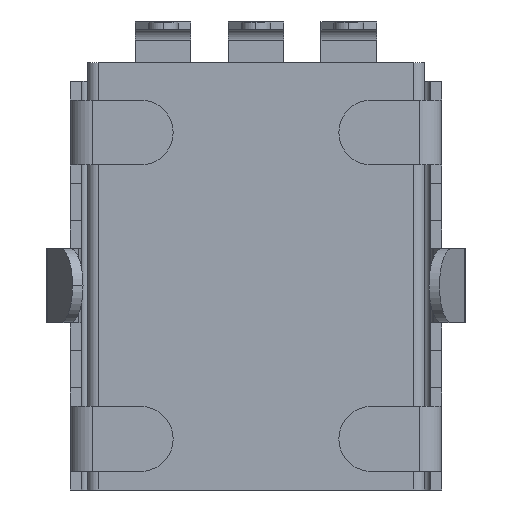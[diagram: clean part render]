
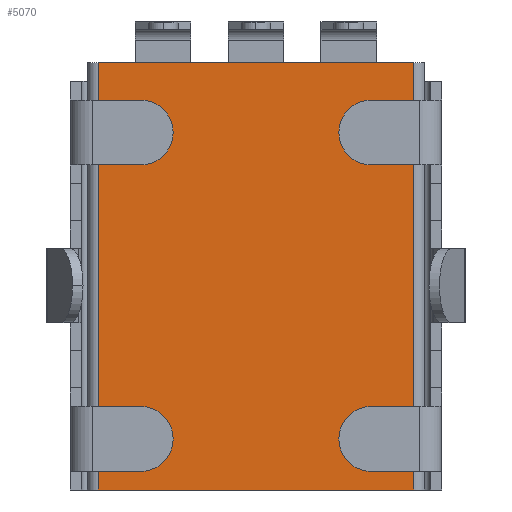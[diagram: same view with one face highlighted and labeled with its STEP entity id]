
A CAD part, front view. The second image highlights one B-rep face of the part: STEP entity #5070.
In plain terms, the highlighted planar face has unit normal (0, -1, 0).
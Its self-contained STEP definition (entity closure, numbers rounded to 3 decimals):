
#19 = LINE ( 'NONE', #5629, #1983 ) ;
#241 = VERTEX_POINT ( 'NONE', #4555 ) ;
#254 = DIRECTION ( 'NONE',  ( 0., 0., -1. ) ) ;
#360 = FACE_OUTER_BOUND ( 'NONE', #6037, .T. ) ;
#392 = DIRECTION ( 'NONE',  ( 1., 0., 0. ) ) ;
#472 = ORIENTED_EDGE ( 'NONE', *, *, #2756, .T. ) ;
#520 = ORIENTED_EDGE ( 'NONE', *, *, #4042, .F. ) ;
#904 = CARTESIAN_POINT ( 'NONE',  ( 4.25, 0., 6. ) ) ;
#1248 = CARTESIAN_POINT ( 'NONE',  ( -4.25, 0., 6. ) ) ;
#1337 = CARTESIAN_POINT ( 'NONE',  ( 0., 0., 0. ) ) ;
#1493 = CARTESIAN_POINT ( 'NONE',  ( 4.25, 0., -5.5 ) ) ;
#1602 = EDGE_CURVE ( 'NONE', #3698, #241, #4460, .T. ) ;
#1983 = VECTOR ( 'NONE', #392, 1000. ) ;
#2187 = DIRECTION ( 'NONE',  ( 0., -1., 0. ) ) ;
#2245 = DIRECTION ( 'NONE',  ( -1., 0., 0. ) ) ;
#2668 = CARTESIAN_POINT ( 'NONE',  ( -4.55, 0., -5.5 ) ) ;
#2748 = EDGE_CURVE ( 'NONE', #3698, #3479, #19, .T. ) ;
#2756 = EDGE_CURVE ( 'NONE', #5986, #3479, #5121, .T. ) ;
#2781 = AXIS2_PLACEMENT_3D ( 'NONE', #1337, #2187, #4592 ) ;
#3139 = LINE ( 'NONE', #2668, #5954 ) ;
#3211 = CARTESIAN_POINT ( 'NONE',  ( 4.25, 0., 6. ) ) ;
#3479 = VERTEX_POINT ( 'NONE', #904 ) ;
#3698 = VERTEX_POINT ( 'NONE', #1248 ) ;
#4032 = VECTOR ( 'NONE', #254, 1000. ) ;
#4040 = VECTOR ( 'NONE', #4685, 1000. ) ;
#4042 = EDGE_CURVE ( 'NONE', #5986, #241, #3139, .T. ) ;
#4460 = LINE ( 'NONE', #5919, #4032 ) ;
#4555 = CARTESIAN_POINT ( 'NONE',  ( -4.25, 0., -5.5 ) ) ;
#4592 = DIRECTION ( 'NONE',  ( 0., 0., -1. ) ) ;
#4685 = DIRECTION ( 'NONE',  ( 0., 0., 1. ) ) ;
#5070 = ADVANCED_FACE ( 'NONE', ( #360 ), #5962, .T. ) ;
#5121 = LINE ( 'NONE', #3211, #4040 ) ;
#5171 = ORIENTED_EDGE ( 'NONE', *, *, #2748, .F. ) ;
#5629 = CARTESIAN_POINT ( 'NONE',  ( -4.55, 0., 6. ) ) ;
#5823 = ORIENTED_EDGE ( 'NONE', *, *, #1602, .T. ) ;
#5919 = CARTESIAN_POINT ( 'NONE',  ( -4.25, 0., -5.5 ) ) ;
#5954 = VECTOR ( 'NONE', #2245, 1000. ) ;
#5962 = PLANE ( 'NONE',  #2781 ) ;
#5986 = VERTEX_POINT ( 'NONE', #1493 ) ;
#6037 = EDGE_LOOP ( 'NONE', ( #520, #472, #5171, #5823 ) ) ;
